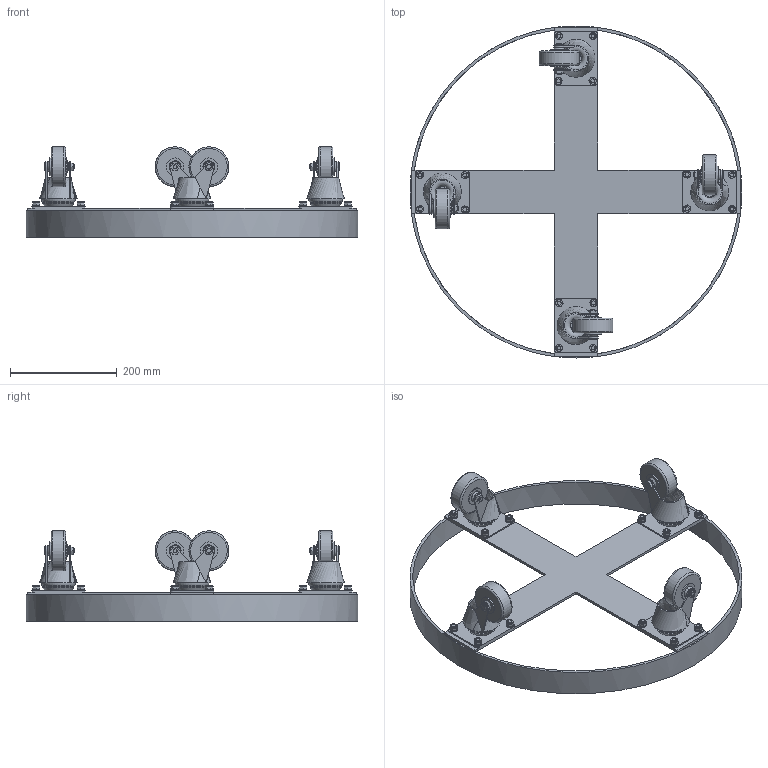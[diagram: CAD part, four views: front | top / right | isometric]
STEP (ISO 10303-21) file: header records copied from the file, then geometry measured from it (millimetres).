
FILE_DESCRIPTION((''),'2;1');
FILE_NAME('Drum Dolly.stp','2008-10-28T08:17:37',('andrew steele'),(''),'Autodesk Inventor 2009','Autodesk Inventor 2009','');
FILE_SCHEMA(('AUTOMOTIVE_DESIGN { 1 0 10303 214 1 1 1 1 }'));
Length unit declared in the file: inch
Products named in the file (1): Drum Dolly
Bounding box: 622.3 x 622.3 x 169.47 mm (x, y, z)
Volume: 1732108.1 mm3; surface area: 596895.8 mm2
Topology: 5 solids, 5 shells, 662 faces, 1474 edges, 892 vertices
Faces by surface type: plane 464, cylinder 110, bspline 56, torus 16, cone 12, revolution 4
Full cylindrical faces by diameter (mm): 7.62 x20, 9.804 x8, 12.7 x32, 14.986 x4, 19.05 x4, 22.352 x4, 27.872 x4, 33.02 x4, 58.42 x4, 612.775 x1, 622.3 x1
Entity records: 18206 total; most frequent: CARTESIAN_POINT 3813, DIRECTION 2996, ORIENTED_EDGE 2702, EDGE_CURVE 1351, AXIS2_PLACEMENT_3D 1110, VERTEX_POINT 887, EDGE_LOOP 882, VECTOR 772
